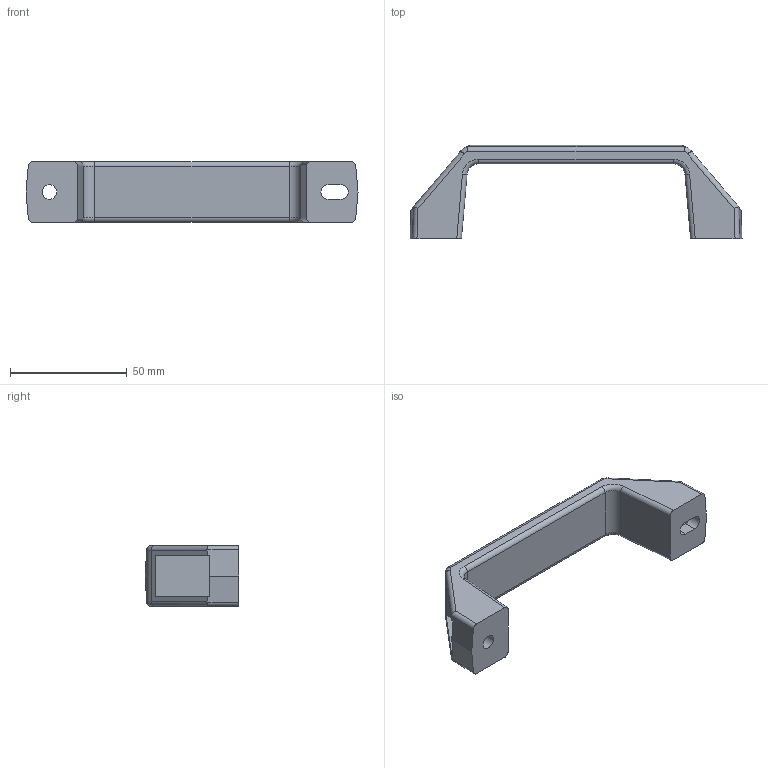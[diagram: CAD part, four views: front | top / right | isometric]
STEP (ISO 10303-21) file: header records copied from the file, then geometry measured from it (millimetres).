
FILE_DESCRIPTION(/* description */ ('STEP AP214'),/* implementation_level */ '2;1');
FILE_NAME(/* name */ '092001',/* time_stamp */ '2022-08-11T14:16:02+02:00',/* author */ ('License CC BY-ND 4.0'),/* organization */ ('CADENAS'),/* preprocessor_version */ 'ST-DEVELOPER v18.102',/* originating_system */ 'PARTsolutions',/* authorisation */ ' ');
FILE_SCHEMA (('AUTOMOTIVE_DESIGN {1 0 10303 214 3 1 1}'));
Length unit declared in the file: millimetre
Products named in the file (1): 092001
Bounding box: 142 x 40 x 26 mm (x, y, z)
Volume: 39071.7 mm3; surface area: 15216.5 mm2
Topology: 1 solids, 1 shells, 80 faces, 214 edges, 139 vertices
Faces by surface type: plane 44, cylinder 28, torus 8
Full cylindrical faces by diameter (mm): 6.2 x1, 13 x1
Entity records: 2525 total; most frequent: CARTESIAN_POINT 458, DIRECTION 429, ORIENTED_EDGE 422, EDGE_CURVE 211, AXIS2_PLACEMENT_3D 145, LINE 139, VECTOR 139, VERTEX_POINT 138
